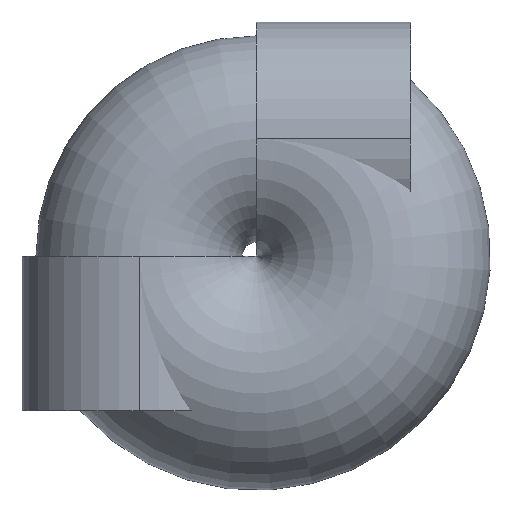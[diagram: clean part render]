
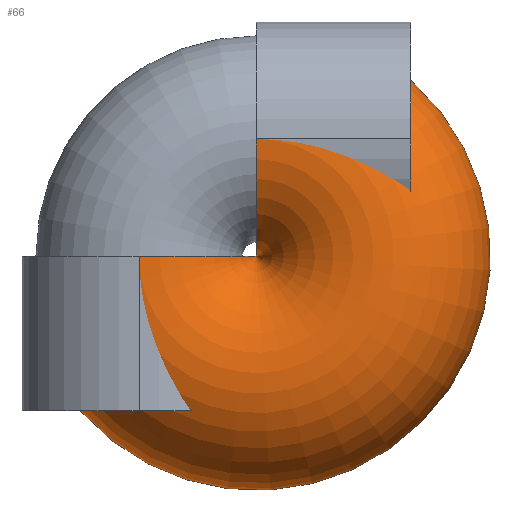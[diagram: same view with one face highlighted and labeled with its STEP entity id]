
A CAD part, top view. The second image highlights one B-rep face of the part: STEP entity #66.
In plain terms, the highlighted toroidal (fillet/blend) face has major radius 225 mm and minor radius 225 mm.
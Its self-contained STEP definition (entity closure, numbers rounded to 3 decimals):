
#2 = DIRECTION ( 'NONE',  ( 0., 0., 1. ) ) ;
#4 = DIRECTION ( 'NONE',  ( 0., 0., -1. ) ) ;
#7 = DIRECTION ( 'NONE',  ( 0., 1., 0. ) ) ;
#39 = VERTEX_POINT ( 'NONE', #243 ) ;
#47 = CIRCLE ( 'NONE', #74, 225. ) ;
#51 = CARTESIAN_POINT ( 'NONE',  ( 0., 297., 0. ) ) ;
#66 = ADVANCED_FACE ( 'NONE', ( #120 ), #80, .T. ) ;
#68 = CIRCLE ( 'NONE', #424, 225. ) ;
#69 = ORIENTED_EDGE ( 'NONE', *, *, #105, .T. ) ;
#74 = AXIS2_PLACEMENT_3D ( 'NONE', #469, #127, #124 ) ;
#76 = VERTEX_POINT ( 'NONE', #193 ) ;
#80 = TOROIDAL_SURFACE ( 'NONE', #145, 225., 225. ) ;
#105 = EDGE_CURVE ( 'NONE', #267, #368, #431, .T. ) ;
#112 = EDGE_CURVE ( 'NONE', #39, #347, #324, .T. ) ;
#113 = DIRECTION ( 'NONE',  ( -1., 0., 0. ) ) ;
#115 = CIRCLE ( 'NONE', #401, 225. ) ;
#120 = FACE_OUTER_BOUND ( 'NONE', #476, .T. ) ;
#124 = DIRECTION ( 'NONE',  ( 0., 0., 1. ) ) ;
#127 = DIRECTION ( 'NONE',  ( 0., 1., 0. ) ) ;
#137 = EDGE_CURVE ( 'NONE', #368, #76, #47, .T. ) ;
#145 = AXIS2_PLACEMENT_3D ( 'NONE', #280, #4, #113 ) ;
#172 = DIRECTION ( 'NONE',  ( 0., 0., 1. ) ) ;
#176 = AXIS2_PLACEMENT_3D ( 'NONE', #314, #283, #353 ) ;
#192 = ORIENTED_EDGE ( 'NONE', *, *, #112, .F. ) ;
#193 = CARTESIAN_POINT ( 'NONE',  ( 0., 297., -225. ) ) ;
#208 = EDGE_CURVE ( 'NONE', #368, #39, #265, .T. ) ;
#211 = DIRECTION ( 'NONE',  ( 0., 1., 0. ) ) ;
#227 = EDGE_CURVE ( 'NONE', #76, #267, #115, .T. ) ;
#243 = CARTESIAN_POINT ( 'NONE',  ( 225., 522., -225. ) ) ;
#254 = CARTESIAN_POINT ( 'NONE',  ( 225., 522., 225. ) ) ;
#258 = DIRECTION ( 'NONE',  ( 0., 0., 1. ) ) ;
#265 = CIRCLE ( 'NONE', #176, 225. ) ;
#267 = VERTEX_POINT ( 'NONE', #367 ) ;
#280 = CARTESIAN_POINT ( 'NONE',  ( 225., 297., 0. ) ) ;
#283 = DIRECTION ( 'NONE',  ( 1., 0., 0. ) ) ;
#298 = ORIENTED_EDGE ( 'NONE', *, *, #413, .F. ) ;
#314 = CARTESIAN_POINT ( 'NONE',  ( 225., 522., 0. ) ) ;
#324 = CIRCLE ( 'NONE', #403, 225. ) ;
#340 = DIRECTION ( 'NONE',  ( 1., 0., 0. ) ) ;
#347 = VERTEX_POINT ( 'NONE', #254 ) ;
#353 = DIRECTION ( 'NONE',  ( 0., 0., 1. ) ) ;
#357 = CARTESIAN_POINT ( 'NONE',  ( 225., 297., 0. ) ) ;
#367 = CARTESIAN_POINT ( 'NONE',  ( 0., 297., 225. ) ) ;
#368 = VERTEX_POINT ( 'NONE', #357 ) ;
#397 = ORIENTED_EDGE ( 'NONE', *, *, #137, .T. ) ;
#398 = CARTESIAN_POINT ( 'NONE',  ( 225., 522., 0. ) ) ;
#401 = AXIS2_PLACEMENT_3D ( 'NONE', #465, #211, #172 ) ;
#403 = AXIS2_PLACEMENT_3D ( 'NONE', #420, #340, #461 ) ;
#413 = EDGE_CURVE ( 'NONE', #347, #368, #68, .T. ) ;
#420 = CARTESIAN_POINT ( 'NONE',  ( 225., 522., 0. ) ) ;
#421 = AXIS2_PLACEMENT_3D ( 'NONE', #51, #7, #2 ) ;
#424 = AXIS2_PLACEMENT_3D ( 'NONE', #398, #475, #258 ) ;
#431 = CIRCLE ( 'NONE', #421, 225. ) ;
#459 = ORIENTED_EDGE ( 'NONE', *, *, #208, .F. ) ;
#461 = DIRECTION ( 'NONE',  ( 0., 0., 1. ) ) ;
#465 = CARTESIAN_POINT ( 'NONE',  ( 0., 297., 0. ) ) ;
#469 = CARTESIAN_POINT ( 'NONE',  ( 0., 297., 0. ) ) ;
#470 = ORIENTED_EDGE ( 'NONE', *, *, #227, .T. ) ;
#475 = DIRECTION ( 'NONE',  ( 1., 0., 0. ) ) ;
#476 = EDGE_LOOP ( 'NONE', ( #459, #397, #470, #69, #298, #192 ) ) ;
